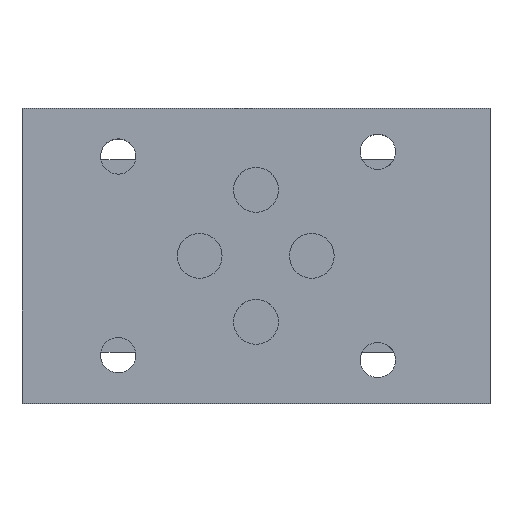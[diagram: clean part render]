
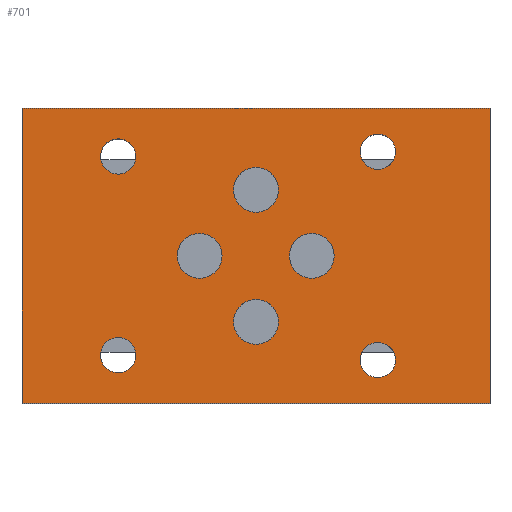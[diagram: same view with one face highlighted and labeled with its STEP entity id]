
A CAD part, top view. The second image highlights one B-rep face of the part: STEP entity #701.
In plain terms, the highlighted planar face has unit normal (0, 0, 1).
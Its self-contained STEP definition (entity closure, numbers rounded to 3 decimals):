
#59=LINE('',#1168,#87);
#62=LINE('',#1176,#90);
#65=LINE('',#1182,#93);
#67=LINE('',#1187,#95);
#87=VECTOR('',#946,1000.);
#90=VECTOR('',#953,1000.);
#93=VECTOR('',#958,1000.);
#95=VECTOR('',#964,1000.);
#168=ORIENTED_EDGE('',*,*,#285,.T.);
#169=ORIENTED_EDGE('',*,*,#289,.T.);
#170=ORIENTED_EDGE('',*,*,#292,.T.);
#171=ORIENTED_EDGE('',*,*,#295,.T.);
#172=ORIENTED_EDGE('',*,*,#304,.T.);
#173=ORIENTED_EDGE('',*,*,#305,.T.);
#174=ORIENTED_EDGE('',*,*,#306,.T.);
#175=ORIENTED_EDGE('',*,*,#307,.T.);
#176=ORIENTED_EDGE('',*,*,#308,.T.);
#177=ORIENTED_EDGE('',*,*,#309,.T.);
#178=ORIENTED_EDGE('',*,*,#310,.T.);
#179=ORIENTED_EDGE('',*,*,#311,.T.);
#285=EDGE_CURVE('',#350,#353,#59,.T.);
#289=EDGE_CURVE('',#353,#356,#62,.T.);
#292=EDGE_CURVE('',#356,#358,#65,.T.);
#295=EDGE_CURVE('',#358,#350,#67,.T.);
#304=EDGE_CURVE('',#368,#368,#416,.T.);
#305=EDGE_CURVE('',#369,#369,#417,.T.);
#306=EDGE_CURVE('',#370,#370,#418,.T.);
#307=EDGE_CURVE('',#371,#371,#419,.T.);
#308=EDGE_CURVE('',#372,#372,#420,.T.);
#309=EDGE_CURVE('',#373,#373,#421,.T.);
#310=EDGE_CURVE('',#374,#374,#422,.T.);
#311=EDGE_CURVE('',#375,#375,#423,.T.);
#350=VERTEX_POINT('',#1162);
#353=VERTEX_POINT('',#1167);
#356=VERTEX_POINT('',#1175);
#358=VERTEX_POINT('',#1181);
#368=VERTEX_POINT('',#1207);
#369=VERTEX_POINT('',#1209);
#370=VERTEX_POINT('',#1211);
#371=VERTEX_POINT('',#1213);
#372=VERTEX_POINT('',#1215);
#373=VERTEX_POINT('',#1217);
#374=VERTEX_POINT('',#1219);
#375=VERTEX_POINT('',#1221);
#416=CIRCLE('',#797,3.5);
#417=CIRCLE('',#798,3.5);
#418=CIRCLE('',#799,2.75);
#419=CIRCLE('',#800,2.75);
#420=CIRCLE('',#801,2.75);
#421=CIRCLE('',#802,2.75);
#422=CIRCLE('',#803,3.5);
#423=CIRCLE('',#804,3.5);
#473=EDGE_LOOP('',(#168,#169,#170,#171));
#474=EDGE_LOOP('',(#172));
#475=EDGE_LOOP('',(#173));
#476=EDGE_LOOP('',(#174));
#477=EDGE_LOOP('',(#175));
#478=EDGE_LOOP('',(#176));
#479=EDGE_LOOP('',(#177));
#480=EDGE_LOOP('',(#178));
#481=EDGE_LOOP('',(#179));
#575=FACE_BOUND('',#473,.T.);
#576=FACE_BOUND('',#474,.T.);
#577=FACE_BOUND('',#475,.T.);
#578=FACE_BOUND('',#476,.T.);
#579=FACE_BOUND('',#477,.T.);
#580=FACE_BOUND('',#478,.T.);
#581=FACE_BOUND('',#479,.T.);
#582=FACE_BOUND('',#480,.T.);
#583=FACE_BOUND('',#481,.T.);
#667=PLANE('',#796);
#701=ADVANCED_FACE('',(#575,#576,#577,#578,#579,#580,#581,#582,#583),#667,
 .T.);
#796=AXIS2_PLACEMENT_3D('',#1205,#983,#984);
#797=AXIS2_PLACEMENT_3D('',#1206,#985,#986);
#798=AXIS2_PLACEMENT_3D('',#1208,#987,#988);
#799=AXIS2_PLACEMENT_3D('',#1210,#989,#990);
#800=AXIS2_PLACEMENT_3D('',#1212,#991,#992);
#801=AXIS2_PLACEMENT_3D('',#1214,#993,#994);
#802=AXIS2_PLACEMENT_3D('',#1216,#995,#996);
#803=AXIS2_PLACEMENT_3D('',#1218,#997,#998);
#804=AXIS2_PLACEMENT_3D('',#1220,#999,#1000);
#946=DIRECTION('',(0.,1.,0.));
#953=DIRECTION('',(-1.,0.,0.));
#958=DIRECTION('',(0.,-1.,0.));
#964=DIRECTION('',(1.,0.,0.));
#983=DIRECTION('',(0.,0.,1.));
#984=DIRECTION('',(1.,0.,0.));
#985=DIRECTION('',(0.,0.,-1.));
#986=DIRECTION('',(1.,0.,0.));
#987=DIRECTION('',(0.,0.,-1.));
#988=DIRECTION('',(1.,0.,0.));
#989=DIRECTION('',(0.,0.,-1.));
#990=DIRECTION('',(1.,0.,0.));
#991=DIRECTION('',(0.,0.,-1.));
#992=DIRECTION('',(1.,0.,0.));
#993=DIRECTION('',(0.,0.,-1.));
#994=DIRECTION('',(1.,0.,0.));
#995=DIRECTION('',(0.,0.,-1.));
#996=DIRECTION('',(1.,0.,0.));
#997=DIRECTION('',(0.,0.,-1.));
#998=DIRECTION('',(1.,0.,0.));
#999=DIRECTION('',(0.,0.,-1.));
#1000=DIRECTION('',(1.,0.,0.));
#1162=CARTESIAN_POINT('',(294.,0.,75.));
#1167=CARTESIAN_POINT('',(294.,46.,75.));
#1168=CARTESIAN_POINT('',(294.,23.,75.));
#1175=CARTESIAN_POINT('',(221.,46.,75.));
#1176=CARTESIAN_POINT('',(257.5,46.,75.));
#1181=CARTESIAN_POINT('',(221.,0.,75.));
#1182=CARTESIAN_POINT('',(221.,23.,75.));
#1187=CARTESIAN_POINT('',(257.5,0.,75.));
#1205=CARTESIAN_POINT('',(257.5,23.,75.));
#1206=CARTESIAN_POINT('',(266.2,23.,75.));
#1207=CARTESIAN_POINT('',(269.7,23.,75.));
#1208=CARTESIAN_POINT('',(257.5,33.3,75.));
#1209=CARTESIAN_POINT('',(261.,33.3,75.));
#1210=CARTESIAN_POINT('',(236.,7.5,75.));
#1211=CARTESIAN_POINT('',(238.75,7.5,75.));
#1212=CARTESIAN_POINT('',(276.5,6.75,75.));
#1213=CARTESIAN_POINT('',(279.25,6.75,75.));
#1214=CARTESIAN_POINT('',(276.5,39.25,75.));
#1215=CARTESIAN_POINT('',(279.25,39.25,75.));
#1216=CARTESIAN_POINT('',(236.,38.5,75.));
#1217=CARTESIAN_POINT('',(238.75,38.5,75.));
#1218=CARTESIAN_POINT('',(257.5,12.7,75.));
#1219=CARTESIAN_POINT('',(261.,12.7,75.));
#1220=CARTESIAN_POINT('',(248.7,23.,75.));
#1221=CARTESIAN_POINT('',(252.2,23.,75.));
